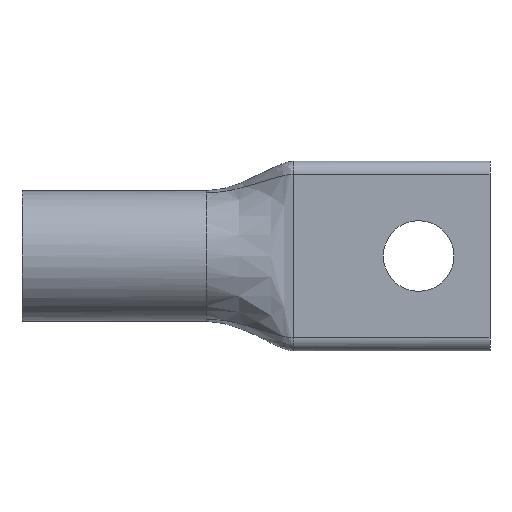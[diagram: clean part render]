
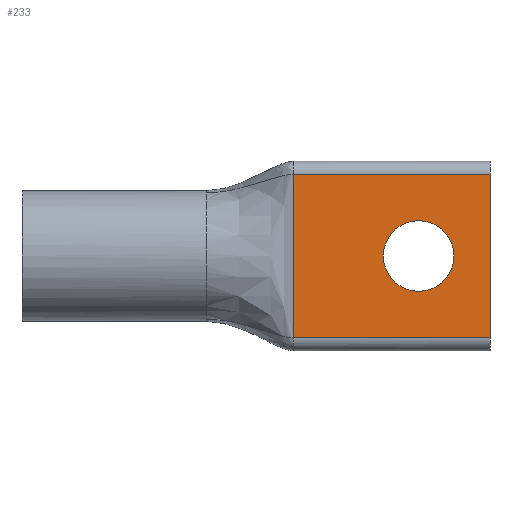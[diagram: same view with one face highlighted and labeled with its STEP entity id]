
A CAD part, front view. The second image highlights one B-rep face of the part: STEP entity #233.
In plain terms, the highlighted planar face has unit normal (0, -1, 0).
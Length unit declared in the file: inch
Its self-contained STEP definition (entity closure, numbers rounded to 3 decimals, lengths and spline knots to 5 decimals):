
#40 = EDGE_CURVE ( 'NONE', #921, #1433, #356, .T. ) ;
#44 = ORIENTED_EDGE ( 'NONE', *, *, #1665, .T. ) ;
#97 = CARTESIAN_POINT ( 'NONE',  ( 2.28, 0., 0. ) ) ;
#109 = VERTEX_POINT ( 'NONE', #134 ) ;
#121 = DIRECTION ( 'NONE',  ( 0., 0., 1. ) ) ;
#134 = CARTESIAN_POINT ( 'NONE',  ( 2.69, 0., 0.47 ) ) ;
#196 = VERTEX_POINT ( 'NONE', #826 ) ;
#213 = DIRECTION ( 'NONE',  ( 0., 0., -1. ) ) ;
#223 = AXIS2_PLACEMENT_3D ( 'NONE', #1246, #365, #779 ) ;
#233 = ADVANCED_FACE ( 'NONE', ( #1621, #1311 ), #724, .T. ) ;
#235 = CARTESIAN_POINT ( 'NONE',  ( 1.56, 0., 0. ) ) ;
#256 = CARTESIAN_POINT ( 'NONE',  ( 1.56, 0., -0.47 ) ) ;
#297 = ORIENTED_EDGE ( 'NONE', *, *, #1802, .T. ) ;
#322 = EDGE_CURVE ( 'NONE', #1680, #109, #1723, .T. ) ;
#356 = LINE ( 'NONE', #235, #827 ) ;
#359 = ORIENTED_EDGE ( 'NONE', *, *, #322, .T. ) ;
#365 = DIRECTION ( 'NONE',  ( 0., 1., 0. ) ) ;
#373 = CIRCLE ( 'NONE', #223, 0.203 ) ;
#430 = CARTESIAN_POINT ( 'NONE',  ( 2.28, 0., -0.203 ) ) ;
#484 = LINE ( 'NONE', #1474, #832 ) ;
#546 = EDGE_LOOP ( 'NONE', ( #1762, #1369, #297, #359 ) ) ;
#641 = DIRECTION ( 'NONE',  ( 0., 1., 0. ) ) ;
#652 = CIRCLE ( 'NONE', #1331, 0.203 ) ;
#700 = EDGE_CURVE ( 'NONE', #196, #813, #373, .T. ) ;
#704 = AXIS2_PLACEMENT_3D ( 'NONE', #1462, #1758, #1633 ) ;
#724 = PLANE ( 'NONE',  #704 ) ;
#779 = DIRECTION ( 'NONE',  ( 0., 0., -1. ) ) ;
#813 = VERTEX_POINT ( 'NONE', #430 ) ;
#826 = CARTESIAN_POINT ( 'NONE',  ( 2.28, 0., 0.203 ) ) ;
#827 = VECTOR ( 'NONE', #1380, 39.37008 ) ;
#832 = VECTOR ( 'NONE', #1066, 39.37008 ) ;
#878 = ORIENTED_EDGE ( 'NONE', *, *, #700, .T. ) ;
#921 = VERTEX_POINT ( 'NONE', #256 ) ;
#1014 = LINE ( 'NONE', #1860, #1828 ) ;
#1066 = DIRECTION ( 'NONE',  ( 1., 0., 0. ) ) ;
#1246 = CARTESIAN_POINT ( 'NONE',  ( 2.28, 0., 0. ) ) ;
#1311 = FACE_BOUND ( 'NONE', #1839, .T. ) ;
#1331 = AXIS2_PLACEMENT_3D ( 'NONE', #97, #641, #213 ) ;
#1369 = ORIENTED_EDGE ( 'NONE', *, *, #40, .F. ) ;
#1380 = DIRECTION ( 'NONE',  ( 0., 0., 1. ) ) ;
#1412 = VECTOR ( 'NONE', #121, 39.37008 ) ;
#1433 = VERTEX_POINT ( 'NONE', #1583 ) ;
#1462 = CARTESIAN_POINT ( 'NONE',  ( 3.79027, 0., 0. ) ) ;
#1474 = CARTESIAN_POINT ( 'NONE',  ( 3.79027, 0., 0.47 ) ) ;
#1583 = CARTESIAN_POINT ( 'NONE',  ( 1.56, 0., 0.47 ) ) ;
#1621 = FACE_OUTER_BOUND ( 'NONE', #546, .T. ) ;
#1633 = DIRECTION ( 'NONE',  ( 0., 0., -1. ) ) ;
#1665 = EDGE_CURVE ( 'NONE', #813, #196, #652, .T. ) ;
#1680 = VERTEX_POINT ( 'NONE', #1729 ) ;
#1703 = EDGE_CURVE ( 'NONE', #1433, #109, #484, .T. ) ;
#1723 = LINE ( 'NONE', #1869, #1412 ) ;
#1729 = CARTESIAN_POINT ( 'NONE',  ( 2.69, 0., -0.47 ) ) ;
#1747 = DIRECTION ( 'NONE',  ( 1., 0., 0. ) ) ;
#1758 = DIRECTION ( 'NONE',  ( 0., -1., 0. ) ) ;
#1762 = ORIENTED_EDGE ( 'NONE', *, *, #1703, .F. ) ;
#1802 = EDGE_CURVE ( 'NONE', #921, #1680, #1014, .T. ) ;
#1828 = VECTOR ( 'NONE', #1747, 39.37008 ) ;
#1839 = EDGE_LOOP ( 'NONE', ( #44, #878 ) ) ;
#1860 = CARTESIAN_POINT ( 'NONE',  ( 3.79027, 0., -0.47 ) ) ;
#1869 = CARTESIAN_POINT ( 'NONE',  ( 2.69, 0., 0. ) ) ;
